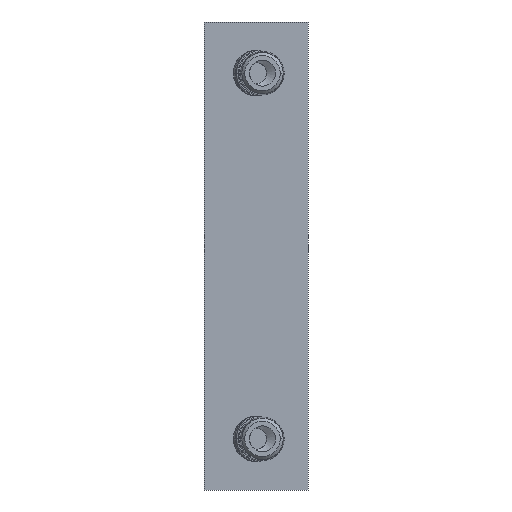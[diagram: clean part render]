
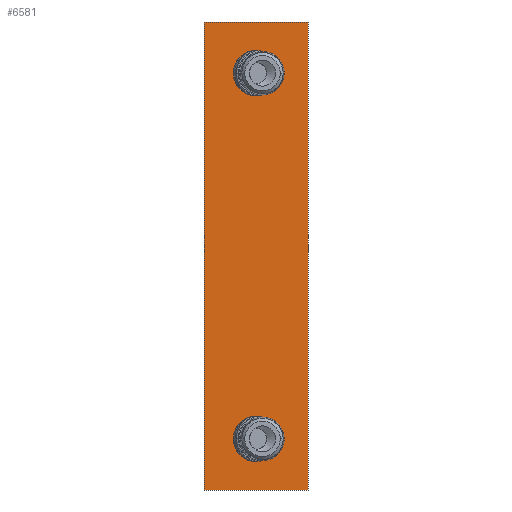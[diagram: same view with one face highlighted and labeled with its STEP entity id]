
A CAD part, left-side view. The second image highlights one B-rep face of the part: STEP entity #6581.
In plain terms, the highlighted planar face has unit normal (-1, 0, 0).
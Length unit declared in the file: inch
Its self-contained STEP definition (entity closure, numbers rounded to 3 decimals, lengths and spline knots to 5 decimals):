
#1408=DIRECTION('',(0.,-1.,0.));
#1409=VECTOR('',#1408,2.);
#1410=CARTESIAN_POINT('',(-0.494,1.125,0.9835));
#1411=LINE('',#1410,#1409);
#1412=DIRECTION('',(0.,0.,-1.));
#1413=VECTOR('',#1412,9.);
#1414=CARTESIAN_POINT('',(-0.494,-0.875,0.9835));
#1415=LINE('',#1414,#1413);
#1416=DIRECTION('',(0.,1.,0.));
#1417=VECTOR('',#1416,2.);
#1418=CARTESIAN_POINT('',(-0.494,-0.875,-8.0165));
#1419=LINE('',#1418,#1417);
#1420=DIRECTION('',(0.,0.,1.));
#1421=VECTOR('',#1420,9.);
#1422=CARTESIAN_POINT('',(-0.494,1.125,-8.0165));
#1423=LINE('',#1422,#1421);
#1424=CARTESIAN_POINT('',(-0.494,0.,0.));
#1425=DIRECTION('',(1.,0.,0.));
#1426=DIRECTION('',(0.,-0.018,1.));
#1427=AXIS2_PLACEMENT_3D('',#1424,#1425,#1426);
#1446=CARTESIAN_POINT('',(-0.494,0.,0.));
#1447=DIRECTION('',(1.,0.,0.));
#1448=DIRECTION('',(0.,-1.,0.));
#1449=AXIS2_PLACEMENT_3D('',#1446,#1447,#1448);
#1481=CARTESIAN_POINT('',(-0.494,0.125,0.));
#1482=DIRECTION('',(1.,0.,0.));
#1483=DIRECTION('',(0.,-0.302,-0.953));
#1484=AXIS2_PLACEMENT_3D('',#1481,#1482,#1483);
#1758=CARTESIAN_POINT('',(-0.494,0.,-7.033));
#1759=DIRECTION('',(1.,0.,0.));
#1760=DIRECTION('',(0.,-0.018,1.));
#1761=AXIS2_PLACEMENT_3D('',#1758,#1759,#1760);
#1780=CARTESIAN_POINT('',(-0.494,0.,-7.033));
#1781=DIRECTION('',(1.,0.,0.));
#1782=DIRECTION('',(0.,-1.,0.));
#1783=AXIS2_PLACEMENT_3D('',#1780,#1781,#1782);
#1815=CARTESIAN_POINT('',(-0.494,0.125,-7.033));
#1816=DIRECTION('',(1.,0.,0.));
#1817=DIRECTION('',(0.,-0.302,-0.953));
#1818=AXIS2_PLACEMENT_3D('',#1815,#1816,#1817);
#3924=CARTESIAN_POINT('',(-0.494,1.125,0.9835));
#3925=CARTESIAN_POINT('',(-0.494,-0.875,0.9835));
#3926=VERTEX_POINT('',#3924);
#3927=VERTEX_POINT('',#3925);
#3928=CARTESIAN_POINT('',(-0.494,-0.875,-8.0165));
#3929=VERTEX_POINT('',#3928);
#3930=CARTESIAN_POINT('',(-0.494,1.125,-8.0165));
#3931=VERTEX_POINT('',#3930);
#3932=CARTESIAN_POINT('',(-0.494,-0.00733,0.41701));
#3933=CARTESIAN_POINT('',(-0.494,-0.41707,0.));
#3934=VERTEX_POINT('',#3932);
#3935=VERTEX_POINT('',#3933);
#3937=CARTESIAN_POINT('',(-0.494,-0.00733,-0.41701));
#3938=VERTEX_POINT('',#3937);
#3948=CARTESIAN_POINT('',(-0.494,-0.00733,-6.61599));
#3949=CARTESIAN_POINT('',(-0.494,-0.41707,-7.033));
#3950=VERTEX_POINT('',#3948);
#3951=VERTEX_POINT('',#3949);
#3953=CARTESIAN_POINT('',(-0.494,-0.00733,-7.45001));
#3954=VERTEX_POINT('',#3953);
#6554=CARTESIAN_POINT('',(-0.494,0.125,-3.5165));
#6555=DIRECTION('',(1.,0.,0.));
#6556=DIRECTION('',(0.,0.,-1.));
#6557=AXIS2_PLACEMENT_3D('',#6554,#6555,#6556);
#6558=PLANE('',#6557);
#6559=ORIENTED_EDGE('',*,*,#6506,.T.);
#6560=ORIENTED_EDGE('',*,*,#6521,.T.);
#6561=ORIENTED_EDGE('',*,*,#6535,.T.);
#6562=ORIENTED_EDGE('',*,*,#6548,.T.);
#6563=EDGE_LOOP('',(#6559,#6560,#6561,#6562));
#6564=FACE_OUTER_BOUND('',#6563,.F.);
#6566=ORIENTED_EDGE('',*,*,#6565,.F.);
#6568=ORIENTED_EDGE('',*,*,#6567,.F.);
#6570=ORIENTED_EDGE('',*,*,#6569,.F.);
#6571=EDGE_LOOP('',(#6566,#6568,#6570));
#6572=FACE_BOUND('',#6571,.F.);
#6574=ORIENTED_EDGE('',*,*,#6573,.F.);
#6576=ORIENTED_EDGE('',*,*,#6575,.F.);
#6578=ORIENTED_EDGE('',*,*,#6577,.F.);
#6579=EDGE_LOOP('',(#6574,#6576,#6578));
#6580=FACE_BOUND('',#6579,.F.);
#6581=ADVANCED_FACE('',(#6564,#6572,#6580),#6558,.F.);
#1428=CIRCLE('',#1427,0.41707);
#1450=CIRCLE('',#1449,0.41707);
#1485=CIRCLE('',#1484,0.4375);
#1762=CIRCLE('',#1761,0.41707);
#1784=CIRCLE('',#1783,0.41707);
#1819=CIRCLE('',#1818,0.4375);
#6506=EDGE_CURVE('',#3926,#3927,#1411,.T.);
#6521=EDGE_CURVE('',#3927,#3929,#1415,.T.);
#6535=EDGE_CURVE('',#3929,#3931,#1419,.T.);
#6548=EDGE_CURVE('',#3931,#3926,#1423,.T.);
#6565=EDGE_CURVE('',#3934,#3935,#1428,.T.);
#6567=EDGE_CURVE('',#3938,#3934,#1485,.T.);
#6569=EDGE_CURVE('',#3935,#3938,#1450,.T.);
#6573=EDGE_CURVE('',#3950,#3951,#1762,.T.);
#6575=EDGE_CURVE('',#3954,#3950,#1819,.T.);
#6577=EDGE_CURVE('',#3951,#3954,#1784,.T.);
